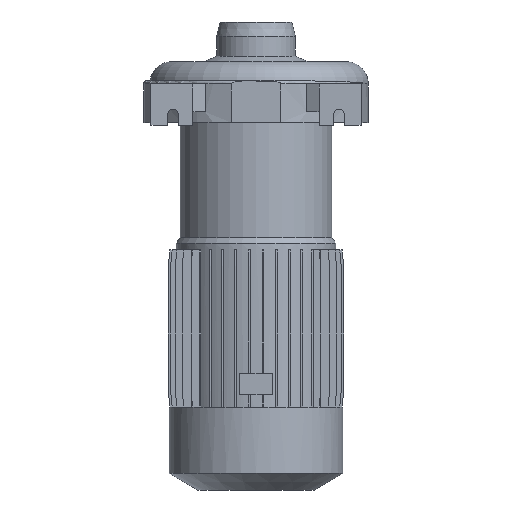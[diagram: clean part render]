
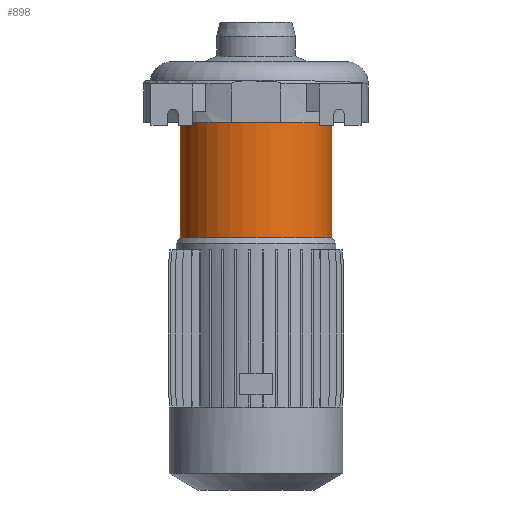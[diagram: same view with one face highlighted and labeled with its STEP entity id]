
A CAD part, front view. The second image highlights one B-rep face of the part: STEP entity #898.
In plain terms, the highlighted cylindrical face has radius 68.5 mm (diameter 137 mm), a partial arc.
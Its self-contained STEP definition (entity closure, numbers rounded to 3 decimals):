
#898 = ADVANCED_FACE ( 'NONE', ( #2173 ), #5927, .T. ) ;
#2173 = FACE_OUTER_BOUND ( 'NONE', #12134, .T. ) ;
#2463 = CIRCLE ( 'NONE', #11685, 68.5 ) ;
#2624 = ORIENTED_EDGE ( 'NONE', *, *, #9492, .F. ) ;
#2879 = EDGE_CURVE ( 'NONE', #4235, #5425, #8092, .T. ) ;
#3055 = AXIS2_PLACEMENT_3D ( 'NONE', #5874, #9562, #10530 ) ;
#3179 = CARTESIAN_POINT ( 'NONE',  ( 68.5, 0., 56. ) ) ;
#3235 = DIRECTION ( 'NONE',  ( 0., 0., 1. ) ) ;
#3448 = VECTOR ( 'NONE', #4082, 1000. ) ;
#3978 = CARTESIAN_POINT ( 'NONE',  ( -68.5, 0., -35. ) ) ;
#4082 = DIRECTION ( 'NONE',  ( 0., 0., 1. ) ) ;
#4235 = VERTEX_POINT ( 'NONE', #4518 ) ;
#4272 = CIRCLE ( 'NONE', #8412, 68.5 ) ;
#4311 = ORIENTED_EDGE ( 'NONE', *, *, #9646, .T. ) ;
#4503 = CARTESIAN_POINT ( 'NONE',  ( 0., 0., -138.884 ) ) ;
#4518 = CARTESIAN_POINT ( 'NONE',  ( 68.5, 0., -138.884 ) ) ;
#4975 = EDGE_CURVE ( 'NONE', #10799, #5425, #4272, .T. ) ;
#5144 = CARTESIAN_POINT ( 'NONE',  ( 68.5, 0., -35. ) ) ;
#5425 = VERTEX_POINT ( 'NONE', #5144 ) ;
#5735 = VERTEX_POINT ( 'NONE', #10602 ) ;
#5874 = CARTESIAN_POINT ( 'NONE',  ( 0., 0., 56. ) ) ;
#5927 = CYLINDRICAL_SURFACE ( 'NONE', #3055, 68.5 ) ;
#5945 = ORIENTED_EDGE ( 'NONE', *, *, #2879, .T. ) ;
#6475 = DIRECTION ( 'NONE',  ( 1., 0., 0. ) ) ;
#6712 = DIRECTION ( 'NONE',  ( 0., 0., 1. ) ) ;
#6992 = VECTOR ( 'NONE', #3235, 1000. ) ;
#8092 = LINE ( 'NONE', #3179, #6992 ) ;
#8412 = AXIS2_PLACEMENT_3D ( 'NONE', #11380, #6712, #10444 ) ;
#8873 = CARTESIAN_POINT ( 'NONE',  ( -68.5, 0., 56. ) ) ;
#9112 = DIRECTION ( 'NONE',  ( 0., 0., 1. ) ) ;
#9492 = EDGE_CURVE ( 'NONE', #5735, #10799, #10707, .T. ) ;
#9562 = DIRECTION ( 'NONE',  ( 0., 0., 1. ) ) ;
#9646 = EDGE_CURVE ( 'NONE', #5735, #4235, #2463, .T. ) ;
#9689 = ORIENTED_EDGE ( 'NONE', *, *, #4975, .F. ) ;
#10444 = DIRECTION ( 'NONE',  ( 1., 0., 0. ) ) ;
#10530 = DIRECTION ( 'NONE',  ( 1., 0., 0. ) ) ;
#10602 = CARTESIAN_POINT ( 'NONE',  ( -68.5, 0., -138.884 ) ) ;
#10707 = LINE ( 'NONE', #8873, #3448 ) ;
#10799 = VERTEX_POINT ( 'NONE', #3978 ) ;
#11380 = CARTESIAN_POINT ( 'NONE',  ( 0., 0., -35. ) ) ;
#11685 = AXIS2_PLACEMENT_3D ( 'NONE', #4503, #9112, #6475 ) ;
#12134 = EDGE_LOOP ( 'NONE', ( #2624, #4311, #5945, #9689 ) ) ;
